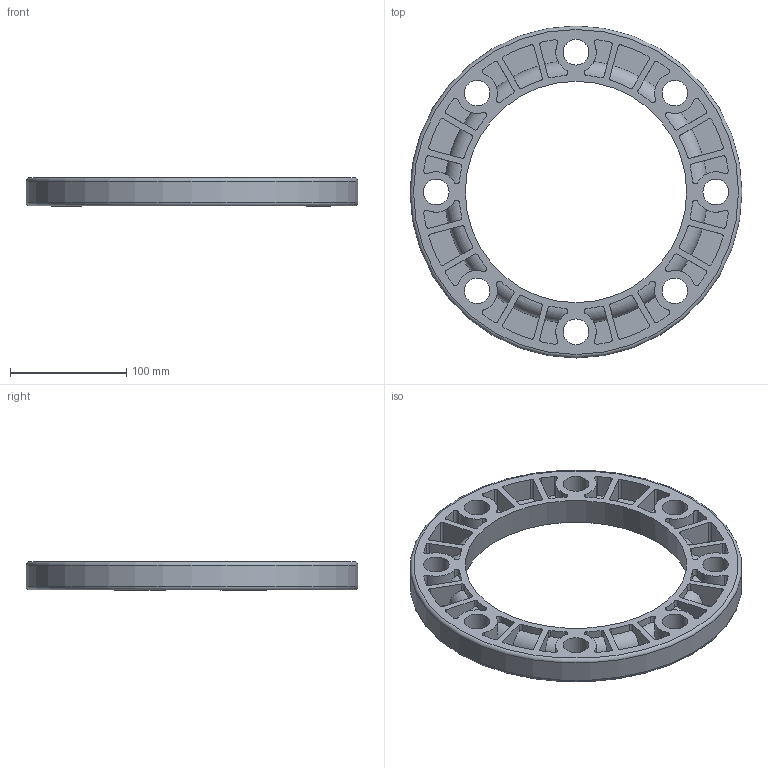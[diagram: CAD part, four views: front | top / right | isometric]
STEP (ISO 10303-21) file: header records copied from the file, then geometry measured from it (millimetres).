
FILE_DESCRIPTION(/* description */ (''),/* implementation_level */ '2;1');
FILE_NAME(/* name */ '法兰外套160.stp',/* time_stamp */ '2025-01-13T08:22:41+08:00',/* author */ (''),/* organization */ (''),/* preprocessor_version */ 'ST-DEVELOPER v16',/* originating_system */ 'SIEMENS PLM Software NX 10.0',/* authorisation */ '');
FILE_SCHEMA (('AUTOMOTIVE_DESIGN { 1 0 10303 214 3 1 1 1 }'));
Length unit declared in the file: millimetre
Products named in the file (1): gelv10BC33B2038a
Bounding box: 285 x 285 x 24.45 mm (x, y, z)
Volume: 558431.4 mm3; surface area: 150262 mm2
Topology: 1 solids, 1 shells, 515 faces, 1376 edges, 917 vertices
Faces by surface type: cylinder 199, plane 180, extrusion 109, torus 26, cone 1
Full cylindrical faces by diameter (mm): 4.667 x1, 6.222 x1, 22 x8, 285 x1
Entity records: 18331 total; most frequent: CARTESIAN_POINT 6083, ORIENTED_EDGE 2722, DIRECTION 2136, EDGE_CURVE 1361, VERTEX_POINT 916, AXIS2_PLACEMENT_3D 761, VECTOR 614, B_SPLINE_CURVE_WITH_KNOTS 611
